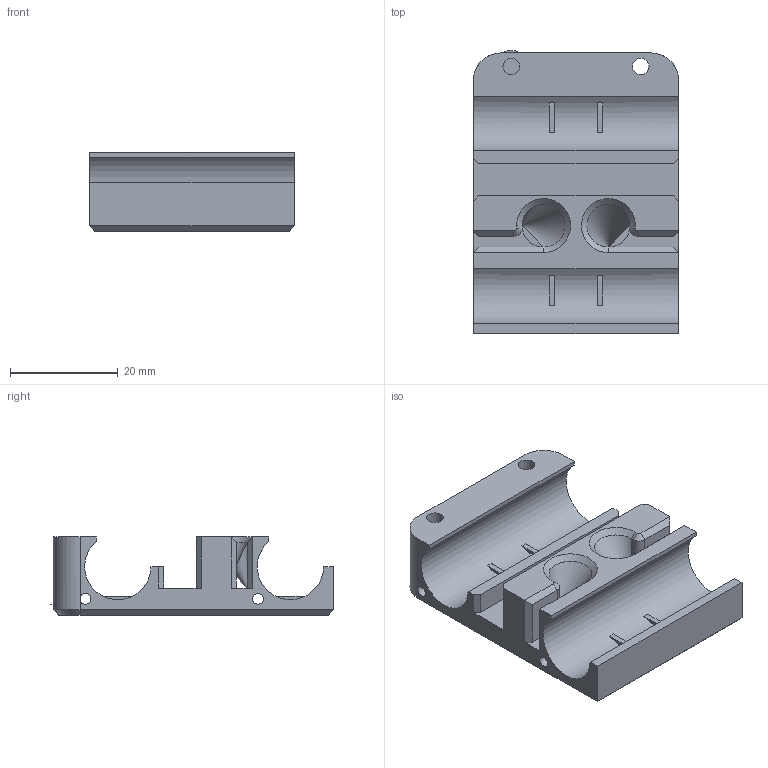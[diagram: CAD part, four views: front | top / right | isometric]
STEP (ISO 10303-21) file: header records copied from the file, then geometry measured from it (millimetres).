
FILE_DESCRIPTION(('FreeCAD Model'),'2;1');
FILE_NAME('Open CASCADE Shape Model','2023-03-22T10:51:34',('Author'),( ''),'Open CASCADE STEP processor 7.5','FreeCAD','Unknown');
FILE_SCHEMA(('AUTOMOTIVE_DESIGN { 1 0 10303 214 1 1 1 1 }'));
Length unit declared in the file: millimetre
Products named in the file (1): carriage
Bounding box: 38 x 52.49 x 14.5 mm (x, y, z)
Volume: 14022.4 mm3; surface area: 8588.2 mm2
Topology: 1 solids, 1 shells, 89 faces, 242 edges, 160 vertices
Faces by surface type: plane 67, cylinder 16, bspline 3, cone 3
Full cylindrical faces by diameter (mm): 2 x2, 3.1 x4, 8 x2
Entity records: 6022 total; most frequent: CARTESIAN_POINT 1453, DIRECTION 783, LINE 491, VECTOR 491, ORIENTED_EDGE 476, PCURVE 476, DEFINITIONAL_REPRESENTATION 476, EDGE_CURVE 238
